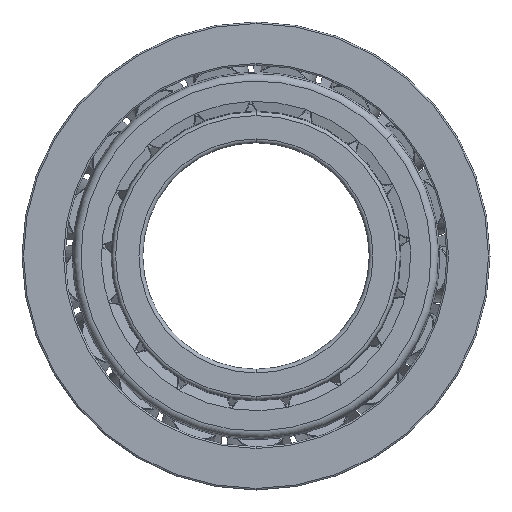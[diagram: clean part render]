
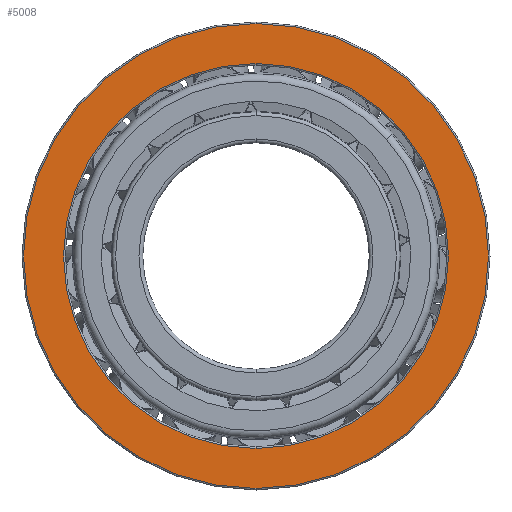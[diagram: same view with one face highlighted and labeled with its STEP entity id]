
A CAD part, front view. The second image highlights one B-rep face of the part: STEP entity #5008.
In plain terms, the highlighted planar face has unit normal (0, -1, 0).
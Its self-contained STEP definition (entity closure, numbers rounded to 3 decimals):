
#18 = EDGE_LOOP ( 'NONE', ( #3369, #4230 ) ) ;
#36 = AXIS2_PLACEMENT_3D ( 'NONE', #2131, #4235, #1291 ) ;
#311 = AXIS2_PLACEMENT_3D ( 'NONE', #5409, #1977, #1924 ) ;
#332 = CARTESIAN_POINT ( 'NONE',  ( 0., 0., 0. ) ) ;
#674 = VERTEX_POINT ( 'NONE', #1392 ) ;
#926 = FACE_BOUND ( 'NONE', #2776, .T. ) ;
#1055 = CARTESIAN_POINT ( 'NONE',  ( -25.497, 0., 0. ) ) ;
#1192 = DIRECTION ( 'NONE',  ( 0., 0., 1. ) ) ;
#1254 = CIRCLE ( 'NONE', #311, 25.497 ) ;
#1291 = DIRECTION ( 'NONE',  ( 0., 0., -1. ) ) ;
#1388 = DIRECTION ( 'NONE',  ( 0., 0., -1. ) ) ;
#1392 = CARTESIAN_POINT ( 'NONE',  ( 0., 0., -25.497 ) ) ;
#1437 = CARTESIAN_POINT ( 'NONE',  ( 0., 0., 30.8 ) ) ;
#1550 = VERTEX_POINT ( 'NONE', #1437 ) ;
#1698 = AXIS2_PLACEMENT_3D ( 'NONE', #332, #3341, #2961 ) ;
#1917 = CARTESIAN_POINT ( 'NONE',  ( 0., 0., 0. ) ) ;
#1924 = DIRECTION ( 'NONE',  ( 0., 0., -1. ) ) ;
#1938 = CARTESIAN_POINT ( 'NONE',  ( 0., 0., 25.497 ) ) ;
#1977 = DIRECTION ( 'NONE',  ( 0., -1., 0. ) ) ;
#2131 = CARTESIAN_POINT ( 'NONE',  ( 0., 0., 0. ) ) ;
#2416 = EDGE_CURVE ( 'NONE', #1550, #4313, #2744, .T. ) ;
#2744 = CIRCLE ( 'NONE', #36, 30.8 ) ;
#2776 = EDGE_LOOP ( 'NONE', ( #4096, #3468 ) ) ;
#2961 = DIRECTION ( 'NONE',  ( 0., 0., -1. ) ) ;
#3341 = DIRECTION ( 'NONE',  ( 0., -1., 0. ) ) ;
#3353 = EDGE_CURVE ( 'NONE', #4313, #1550, #4152, .T. ) ;
#3369 = ORIENTED_EDGE ( 'NONE', *, *, #3353, .T. ) ;
#3468 = ORIENTED_EDGE ( 'NONE', *, *, #3620, .F. ) ;
#3483 = FACE_OUTER_BOUND ( 'NONE', #18, .T. ) ;
#3620 = EDGE_CURVE ( 'NONE', #5546, #674, #5016, .T. ) ;
#4047 = DIRECTION ( 'NONE',  ( 0., 1., 0. ) ) ;
#4096 = ORIENTED_EDGE ( 'NONE', *, *, #5453, .F. ) ;
#4098 = AXIS2_PLACEMENT_3D ( 'NONE', #1917, #5253, #1388 ) ;
#4152 = CIRCLE ( 'NONE', #1698, 30.8 ) ;
#4230 = ORIENTED_EDGE ( 'NONE', *, *, #2416, .T. ) ;
#4235 = DIRECTION ( 'NONE',  ( 0., -1., 0. ) ) ;
#4313 = VERTEX_POINT ( 'NONE', #5370 ) ;
#4465 = PLANE ( 'NONE',  #4937 ) ;
#4937 = AXIS2_PLACEMENT_3D ( 'NONE', #1055, #4047, #1192 ) ;
#5008 = ADVANCED_FACE ( 'NONE', ( #926, #3483 ), #4465, .F. ) ;
#5016 = CIRCLE ( 'NONE', #4098, 25.497 ) ;
#5253 = DIRECTION ( 'NONE',  ( 0., -1., 0. ) ) ;
#5370 = CARTESIAN_POINT ( 'NONE',  ( 0., 0., -30.8 ) ) ;
#5409 = CARTESIAN_POINT ( 'NONE',  ( 0., 0., 0. ) ) ;
#5453 = EDGE_CURVE ( 'NONE', #674, #5546, #1254, .T. ) ;
#5546 = VERTEX_POINT ( 'NONE', #1938 ) ;
